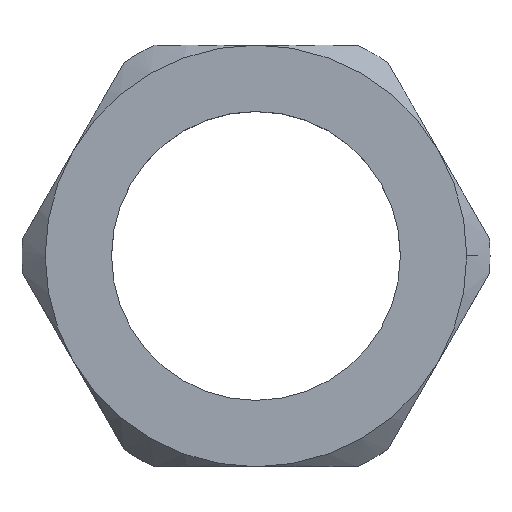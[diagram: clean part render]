
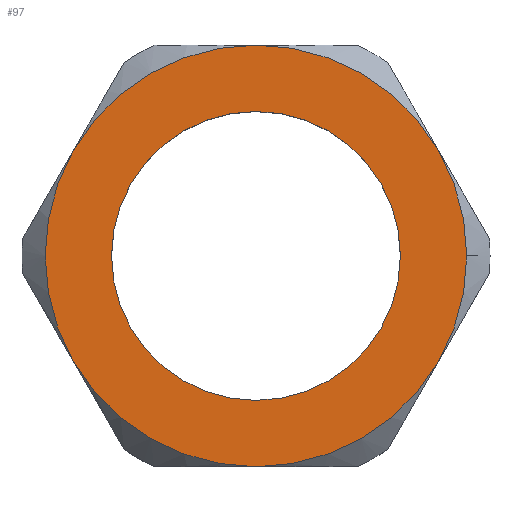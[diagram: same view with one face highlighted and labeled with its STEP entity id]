
A CAD part, top view. The second image highlights one B-rep face of the part: STEP entity #97.
In plain terms, the highlighted planar face has unit normal (0, 0, 1).
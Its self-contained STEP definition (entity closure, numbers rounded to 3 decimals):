
#61 = EDGE_CURVE ( 'NONE', #805, #799, #146, .T. ) ;
#66 = EDGE_CURVE ( 'NONE', #807, #798, #144, .T. ) ;
#72 = EDGE_CURVE ( 'NONE', #798, #807, #140, .T. ) ;
#73 = EDGE_CURVE ( 'NONE', #796, #805, #139, .T. ) ;
#74 = EDGE_CURVE ( 'NONE', #799, #797, #138, .T. ) ;
#75 = EDGE_CURVE ( 'NONE', #797, #815, #137, .T. ) ;
#76 = EDGE_CURVE ( 'NONE', #815, #810, #136, .T. ) ;
#77 = EDGE_CURVE ( 'NONE', #810, #808, #135, .T. ) ;
#78 = EDGE_CURVE ( 'NONE', #808, #796, #134, .T. ) ;
#97 = ADVANCED_FACE ( 'NONE', ( #494, #496 ), #312, .T. ) ;
#134 = CIRCLE ( 'NONE', #469, 13.5 ) ;
#135 = CIRCLE ( 'NONE', #468, 13.5 ) ;
#136 = CIRCLE ( 'NONE', #467, 13.5 ) ;
#137 = CIRCLE ( 'NONE', #466, 13.5 ) ;
#138 = CIRCLE ( 'NONE', #478, 13.5 ) ;
#139 = CIRCLE ( 'NONE', #527, 13.5 ) ;
#140 = CIRCLE ( 'NONE', #476, 9.25 ) ;
#144 = CIRCLE ( 'NONE', #539, 9.25 ) ;
#146 = CIRCLE ( 'NONE', #498, 13.5 ) ;
#309 = DIRECTION ( 'NONE',  ( 1., 0., 0. ) ) ;
#310 = DIRECTION ( 'NONE',  ( 0., 0., 1. ) ) ;
#311 = CARTESIAN_POINT ( 'NONE',  ( 0., 0., 6. ) ) ;
#312 = PLANE ( 'NONE',  #499 ) ;
#399 = DIRECTION ( 'NONE',  ( 1., 0., 0. ) ) ;
#400 = DIRECTION ( 'NONE',  ( 0., 0., 1. ) ) ;
#401 = CARTESIAN_POINT ( 'NONE',  ( 0., 0., 6. ) ) ;
#402 = DIRECTION ( 'NONE',  ( 1., 0., 0. ) ) ;
#403 = DIRECTION ( 'NONE',  ( 0., 0., 1. ) ) ;
#404 = CARTESIAN_POINT ( 'NONE',  ( 0., 0., 6. ) ) ;
#405 = DIRECTION ( 'NONE',  ( 1., 0., 0. ) ) ;
#406 = DIRECTION ( 'NONE',  ( 0., 0., 1. ) ) ;
#407 = CARTESIAN_POINT ( 'NONE',  ( 0., 0., 6. ) ) ;
#408 = DIRECTION ( 'NONE',  ( 1., 0., 0. ) ) ;
#409 = DIRECTION ( 'NONE',  ( 0., 0., 1. ) ) ;
#410 = CARTESIAN_POINT ( 'NONE',  ( 0., 0., 6. ) ) ;
#411 = DIRECTION ( 'NONE',  ( 1., 0., 0. ) ) ;
#412 = DIRECTION ( 'NONE',  ( 0., 0., 1. ) ) ;
#413 = CARTESIAN_POINT ( 'NONE',  ( 0., 0., 6. ) ) ;
#414 = DIRECTION ( 'NONE',  ( 1., 0., 0. ) ) ;
#415 = DIRECTION ( 'NONE',  ( 0., 0., 1. ) ) ;
#416 = CARTESIAN_POINT ( 'NONE',  ( 0., 0., 6. ) ) ;
#417 = DIRECTION ( 'NONE',  ( 1., 0., 0. ) ) ;
#418 = DIRECTION ( 'NONE',  ( 0., 0., 1. ) ) ;
#419 = CARTESIAN_POINT ( 'NONE',  ( 0., 0., 6. ) ) ;
#435 = DIRECTION ( 'NONE',  ( 1., 0., 0. ) ) ;
#436 = DIRECTION ( 'NONE',  ( 0., 0., 1. ) ) ;
#440 = CARTESIAN_POINT ( 'NONE',  ( 0., 0., 6. ) ) ;
#457 = DIRECTION ( 'NONE',  ( 1., 0., 0. ) ) ;
#458 = DIRECTION ( 'NONE',  ( 0., 0., 1. ) ) ;
#459 = CARTESIAN_POINT ( 'NONE',  ( 0., 0., 6. ) ) ;
#466 = AXIS2_PLACEMENT_3D ( 'NONE', #410, #409, #408 ) ;
#467 = AXIS2_PLACEMENT_3D ( 'NONE', #407, #406, #405 ) ;
#468 = AXIS2_PLACEMENT_3D ( 'NONE', #404, #403, #402 ) ;
#469 = AXIS2_PLACEMENT_3D ( 'NONE', #401, #400, #399 ) ;
#476 = AXIS2_PLACEMENT_3D ( 'NONE', #419, #418, #417 ) ;
#478 = AXIS2_PLACEMENT_3D ( 'NONE', #413, #412, #411 ) ;
#494 = FACE_BOUND ( 'NONE', #731, .T. ) ;
#496 = FACE_OUTER_BOUND ( 'NONE', #733, .T. ) ;
#498 = AXIS2_PLACEMENT_3D ( 'NONE', #459, #458, #457 ) ;
#499 = AXIS2_PLACEMENT_3D ( 'NONE', #311, #310, #309 ) ;
#527 = AXIS2_PLACEMENT_3D ( 'NONE', #416, #415, #414 ) ;
#539 = AXIS2_PLACEMENT_3D ( 'NONE', #440, #436, #435 ) ;
#544 = CARTESIAN_POINT ( 'NONE',  ( 0., 13.5, 6. ) ) ;
#545 = CARTESIAN_POINT ( 'NONE',  ( 9.25, 0., 6. ) ) ;
#546 = CARTESIAN_POINT ( 'NONE',  ( 11.691, 6.75, 6. ) ) ;
#552 = CARTESIAN_POINT ( 'NONE',  ( 13.5, 0., 6. ) ) ;
#554 = CARTESIAN_POINT ( 'NONE',  ( -9.25, 0., 6. ) ) ;
#555 = CARTESIAN_POINT ( 'NONE',  ( 0., -13.5, 6. ) ) ;
#557 = CARTESIAN_POINT ( 'NONE',  ( -11.691, -6.75, 6. ) ) ;
#562 = CARTESIAN_POINT ( 'NONE',  ( -11.691, 6.75, 6. ) ) ;
#731 = EDGE_LOOP ( 'NONE', ( #765, #766 ) ) ;
#733 = EDGE_LOOP ( 'NONE', ( #755, #756, #764, #758, #757, #759, #760 ) ) ;
#755 = ORIENTED_EDGE ( 'NONE', *, *, #73, .T. ) ;
#756 = ORIENTED_EDGE ( 'NONE', *, *, #61, .T. ) ;
#757 = ORIENTED_EDGE ( 'NONE', *, *, #76, .T. ) ;
#758 = ORIENTED_EDGE ( 'NONE', *, *, #75, .T. ) ;
#759 = ORIENTED_EDGE ( 'NONE', *, *, #77, .T. ) ;
#760 = ORIENTED_EDGE ( 'NONE', *, *, #78, .T. ) ;
#764 = ORIENTED_EDGE ( 'NONE', *, *, #74, .T. ) ;
#765 = ORIENTED_EDGE ( 'NONE', *, *, #66, .F. ) ;
#766 = ORIENTED_EDGE ( 'NONE', *, *, #72, .F. ) ;
#796 = VERTEX_POINT ( 'NONE', #832 ) ;
#797 = VERTEX_POINT ( 'NONE', #544 ) ;
#798 = VERTEX_POINT ( 'NONE', #545 ) ;
#799 = VERTEX_POINT ( 'NONE', #546 ) ;
#805 = VERTEX_POINT ( 'NONE', #552 ) ;
#807 = VERTEX_POINT ( 'NONE', #554 ) ;
#808 = VERTEX_POINT ( 'NONE', #555 ) ;
#810 = VERTEX_POINT ( 'NONE', #557 ) ;
#815 = VERTEX_POINT ( 'NONE', #562 ) ;
#832 = CARTESIAN_POINT ( 'NONE',  ( 11.691, -6.75, 6. ) ) ;
